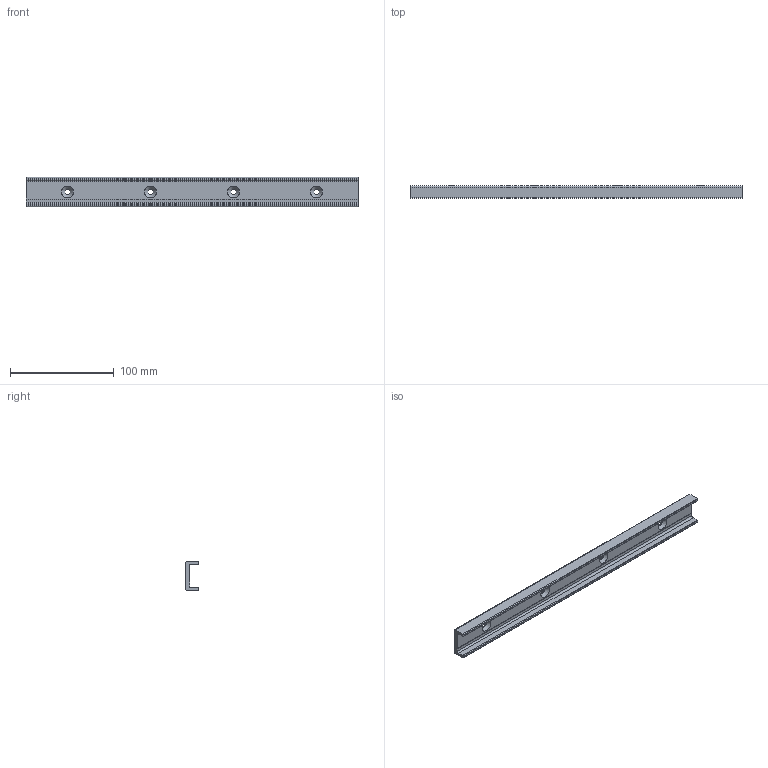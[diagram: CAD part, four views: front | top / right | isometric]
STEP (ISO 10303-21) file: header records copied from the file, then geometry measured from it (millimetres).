
FILE_DESCRIPTION((''),'2;1');
FILE_NAME('LCU 28H-0320.V.stp','2016-05-04T10:02:26',('MRathmann'),(''),'Autodesk Inventor 2012','Autodesk Inventor 2012','');
FILE_SCHEMA(('CONFIG_CONTROL_DESIGN'));
Length unit declared in the file: millimetre
Products named in the file (1): LCU 28H-0320.V
Bounding box: 320 x 12.3 x 28 mm (x, y, z)
Volume: 48590.6 mm3; surface area: 30565.7 mm2
Topology: 1 solids, 1 shells, 28 faces, 78 edges, 52 vertices
Faces by surface type: cylinder 13, plane 11, cone 4
Full cylindrical faces by diameter (mm): 5.5 x4
Entity records: 878 total; most frequent: DIRECTION 154, CARTESIAN_POINT 143, ORIENTED_EDGE 132, EDGE_CURVE 66, AXIS2_PLACEMENT_3D 59, VERTEX_POINT 48, EDGE_LOOP 44, VECTOR 36
